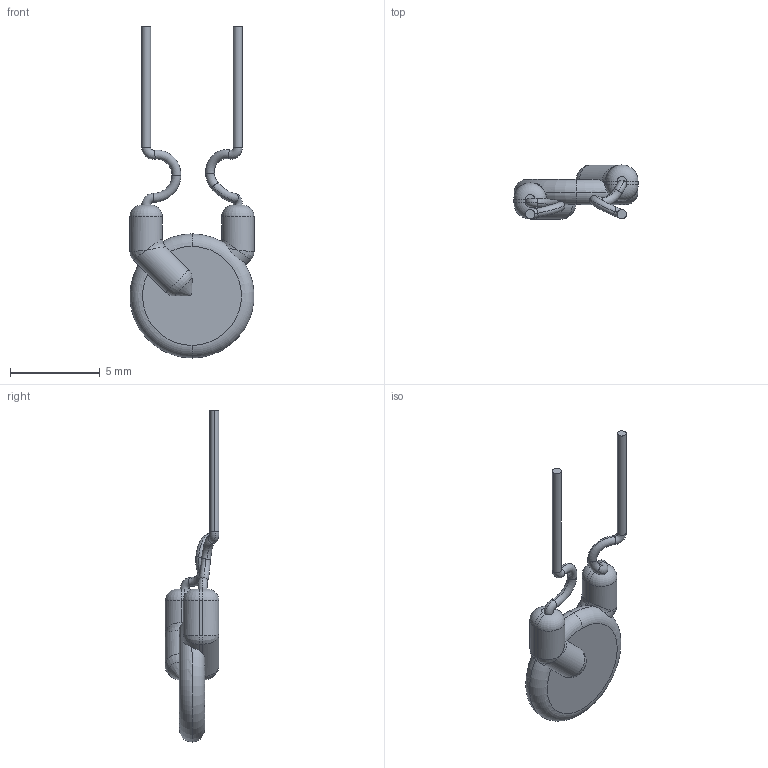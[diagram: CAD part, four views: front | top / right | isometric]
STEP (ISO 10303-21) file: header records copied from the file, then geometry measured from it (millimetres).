
FILE_DESCRIPTION (( 'STEP AP214' ), '1' );
FILE_NAME ('ptc.STEP', '2018-12-11T06:28:53', ( '' ), ( '' ), 'SwSTEP 2.0', 'SolidWorks 2017', '' );
FILE_SCHEMA (( 'AUTOMOTIVE_DESIGN' ));
Length unit declared in the file: millimetre
Products named in the file (1): ptc
Bounding box: 6.9 x 3 x 18.45 mm (x, y, z)
Volume: 74 mm3; surface area: 168.2 mm2
Topology: 1 solids, 1 shells, 72 faces, 188 edges, 110 vertices
Faces by surface type: torus 30, cylinder 18, plane 12, bspline 10, cone 2
Entity records: 2746 total; most frequent: CARTESIAN_POINT 795, DIRECTION 362, ORIENTED_EDGE 360, EDGE_CURVE 180, AXIS2_PLACEMENT_3D 165, VERTEX_POINT 110, CIRCLE 102, ADVANCED_FACE 72
